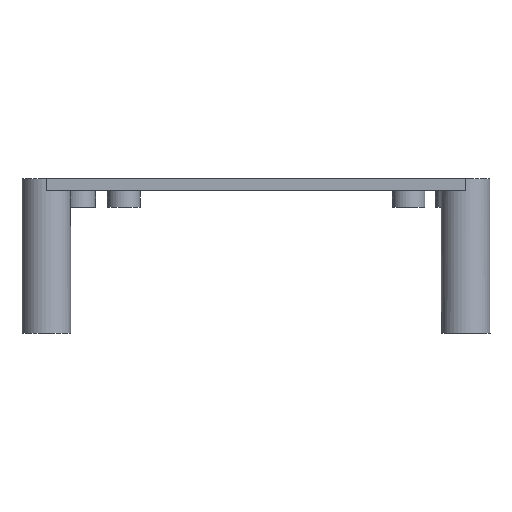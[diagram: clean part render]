
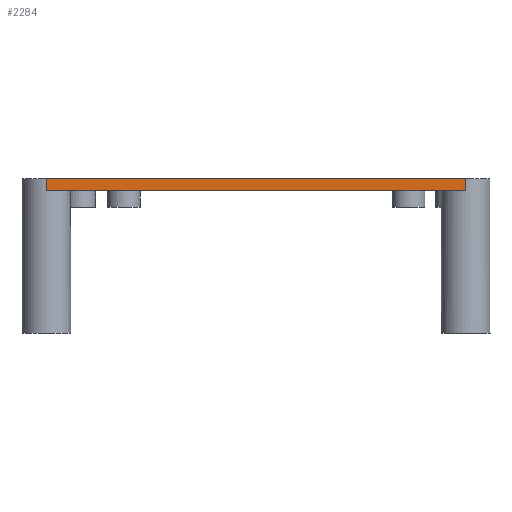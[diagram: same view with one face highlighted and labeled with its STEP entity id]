
A CAD part, left-side view. The second image highlights one B-rep face of the part: STEP entity #2284.
In plain terms, the highlighted planar face has unit normal (-1, 0, 0).
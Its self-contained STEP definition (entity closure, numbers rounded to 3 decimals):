
#72 = CYLINDRICAL_SURFACE('',#73,6.);
#73 = AXIS2_PLACEMENT_3D('',#74,#75,#76);
#74 = CARTESIAN_POINT('',(6.,6.,0.));
#75 = DIRECTION('',(-0.,-0.,-1.));
#76 = DIRECTION('',(1.,0.,0.));
#100 = PLANE('',#101);
#101 = AXIS2_PLACEMENT_3D('',#102,#103,#104);
#102 = CARTESIAN_POINT('',(184.,109.,35.));
#103 = DIRECTION('',(0.,0.,1.));
#104 = DIRECTION('',(1.,0.,0.));
#276 = VERTEX_POINT('',#277);
#277 = CARTESIAN_POINT('',(0.,6.009,35.));
#298 = EDGE_CURVE('',#276,#299,#301,.T.);
#299 = VERTEX_POINT('',#300);
#300 = CARTESIAN_POINT('',(0.,6.009,38.));
#301 = SURFACE_CURVE('',#302,(#306,#312),.PCURVE_S1.);
#302 = LINE('',#303,#304);
#303 = CARTESIAN_POINT('',(0.,6.009,35.));
#304 = VECTOR('',#305,1.);
#305 = DIRECTION('',(0.,0.,1.));
#306 = PCURVE('',#72,#307);
#307 = DEFINITIONAL_REPRESENTATION('',(#308),#311);
#308 = B_SPLINE_CURVE_WITH_KNOTS('',1,(#309,#310),.UNSPECIFIED.,.F.,.F.,
  (2,2),(0.,3.),.PIECEWISE_BEZIER_KNOTS.);
#309 = CARTESIAN_POINT('',(-3.14,-35.));
#310 = CARTESIAN_POINT('',(-3.14,-38.));
#311 = ( GEOMETRIC_REPRESENTATION_CONTEXT(2) 
PARAMETRIC_REPRESENTATION_CONTEXT() REPRESENTATION_CONTEXT('2D SPACE',''
  ) );
#312 = PCURVE('',#313,#318);
#313 = PLANE('',#314);
#314 = AXIS2_PLACEMENT_3D('',#315,#316,#317);
#315 = CARTESIAN_POINT('',(0.,6.009,35.));
#316 = DIRECTION('',(-1.,0.,0.));
#317 = DIRECTION('',(0.,1.,0.));
#318 = DEFINITIONAL_REPRESENTATION('',(#319),#323);
#319 = LINE('',#320,#321);
#320 = CARTESIAN_POINT('',(0.,0.));
#321 = VECTOR('',#322,1.);
#322 = DIRECTION('',(0.,-1.));
#323 = ( GEOMETRIC_REPRESENTATION_CONTEXT(2) 
PARAMETRIC_REPRESENTATION_CONTEXT() REPRESENTATION_CONTEXT('2D SPACE',''
  ) );
#341 = PLANE('',#342);
#342 = AXIS2_PLACEMENT_3D('',#343,#344,#345);
#343 = CARTESIAN_POINT('',(184.,109.,38.));
#344 = DIRECTION('',(0.,0.,1.));
#345 = DIRECTION('',(1.,0.,0.));
#563 = CYLINDRICAL_SURFACE('',#564,6.);
#564 = AXIS2_PLACEMENT_3D('',#565,#566,#567);
#565 = CARTESIAN_POINT('',(6.,109.,0.));
#566 = DIRECTION('',(-0.,-0.,-1.));
#567 = DIRECTION('',(1.,0.,0.));
#629 = VERTEX_POINT('',#630);
#630 = CARTESIAN_POINT('',(0.,108.991,35.));
#652 = EDGE_CURVE('',#276,#629,#653,.T.);
#653 = SURFACE_CURVE('',#654,(#658,#665),.PCURVE_S1.);
#654 = LINE('',#655,#656);
#655 = CARTESIAN_POINT('',(0.,5.991,35.));
#656 = VECTOR('',#657,1.);
#657 = DIRECTION('',(0.,1.,0.));
#658 = PCURVE('',#100,#659);
#659 = DEFINITIONAL_REPRESENTATION('',(#660),#664);
#660 = LINE('',#661,#662);
#661 = CARTESIAN_POINT('',(-184.,-103.009));
#662 = VECTOR('',#663,1.);
#663 = DIRECTION('',(0.,1.));
#664 = ( GEOMETRIC_REPRESENTATION_CONTEXT(2) 
PARAMETRIC_REPRESENTATION_CONTEXT() REPRESENTATION_CONTEXT('2D SPACE',''
  ) );
#665 = PCURVE('',#313,#666);
#666 = DEFINITIONAL_REPRESENTATION('',(#667),#671);
#667 = LINE('',#668,#669);
#668 = CARTESIAN_POINT('',(-0.019,0.));
#669 = VECTOR('',#670,1.);
#670 = DIRECTION('',(1.,0.));
#671 = ( GEOMETRIC_REPRESENTATION_CONTEXT(2) 
PARAMETRIC_REPRESENTATION_CONTEXT() REPRESENTATION_CONTEXT('2D SPACE',''
  ) );
#2138 = VERTEX_POINT('',#2139);
#2139 = CARTESIAN_POINT('',(0.,108.991,38.));
#2161 = EDGE_CURVE('',#629,#2138,#2162,.T.);
#2162 = SURFACE_CURVE('',#2163,(#2167,#2174),.PCURVE_S1.);
#2163 = LINE('',#2164,#2165);
#2164 = CARTESIAN_POINT('',(0.,108.991,35.));
#2165 = VECTOR('',#2166,1.);
#2166 = DIRECTION('',(0.,0.,1.));
#2167 = PCURVE('',#563,#2168);
#2168 = DEFINITIONAL_REPRESENTATION('',(#2169),#2173);
#2169 = LINE('',#2170,#2171);
#2170 = CARTESIAN_POINT('',(-3.143,-35.));
#2171 = VECTOR('',#2172,1.);
#2172 = DIRECTION('',(-0.,-1.));
#2173 = ( GEOMETRIC_REPRESENTATION_CONTEXT(2) 
PARAMETRIC_REPRESENTATION_CONTEXT() REPRESENTATION_CONTEXT('2D SPACE',''
  ) );
#2174 = PCURVE('',#313,#2175);
#2175 = DEFINITIONAL_REPRESENTATION('',(#2176),#2180);
#2176 = LINE('',#2177,#2178);
#2177 = CARTESIAN_POINT('',(102.981,0.));
#2178 = VECTOR('',#2179,1.);
#2179 = DIRECTION('',(0.,-1.));
#2180 = ( GEOMETRIC_REPRESENTATION_CONTEXT(2) 
PARAMETRIC_REPRESENTATION_CONTEXT() REPRESENTATION_CONTEXT('2D SPACE',''
  ) );
#2284 = ADVANCED_FACE('',(#2285),#313,.T.);
#2285 = FACE_BOUND('',#2286,.T.);
#2286 = EDGE_LOOP('',(#2287,#2288,#2309,#2310));
#2287 = ORIENTED_EDGE('',*,*,#298,.T.);
#2288 = ORIENTED_EDGE('',*,*,#2289,.T.);
#2289 = EDGE_CURVE('',#299,#2138,#2290,.T.);
#2290 = SURFACE_CURVE('',#2291,(#2295,#2302),.PCURVE_S1.);
#2291 = LINE('',#2292,#2293);
#2292 = CARTESIAN_POINT('',(0.,5.991,38.));
#2293 = VECTOR('',#2294,1.);
#2294 = DIRECTION('',(0.,1.,0.));
#2295 = PCURVE('',#313,#2296);
#2296 = DEFINITIONAL_REPRESENTATION('',(#2297),#2301);
#2297 = LINE('',#2298,#2299);
#2298 = CARTESIAN_POINT('',(-0.019,-3.));
#2299 = VECTOR('',#2300,1.);
#2300 = DIRECTION('',(1.,0.));
#2301 = ( GEOMETRIC_REPRESENTATION_CONTEXT(2) 
PARAMETRIC_REPRESENTATION_CONTEXT() REPRESENTATION_CONTEXT('2D SPACE',''
  ) );
#2302 = PCURVE('',#341,#2303);
#2303 = DEFINITIONAL_REPRESENTATION('',(#2304),#2308);
#2304 = LINE('',#2305,#2306);
#2305 = CARTESIAN_POINT('',(-184.,-103.009));
#2306 = VECTOR('',#2307,1.);
#2307 = DIRECTION('',(0.,1.));
#2308 = ( GEOMETRIC_REPRESENTATION_CONTEXT(2) 
PARAMETRIC_REPRESENTATION_CONTEXT() REPRESENTATION_CONTEXT('2D SPACE',''
  ) );
#2309 = ORIENTED_EDGE('',*,*,#2161,.F.);
#2310 = ORIENTED_EDGE('',*,*,#652,.F.);
